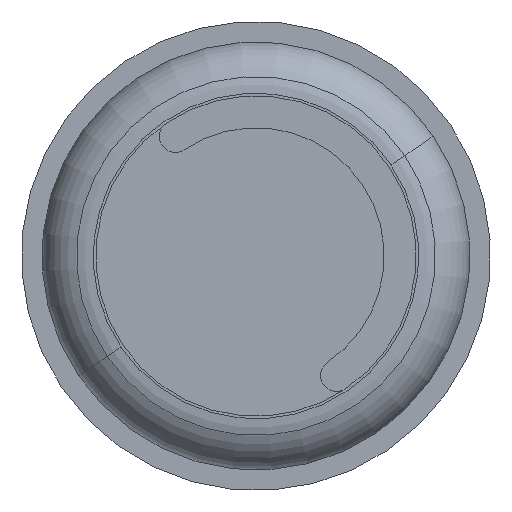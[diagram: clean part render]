
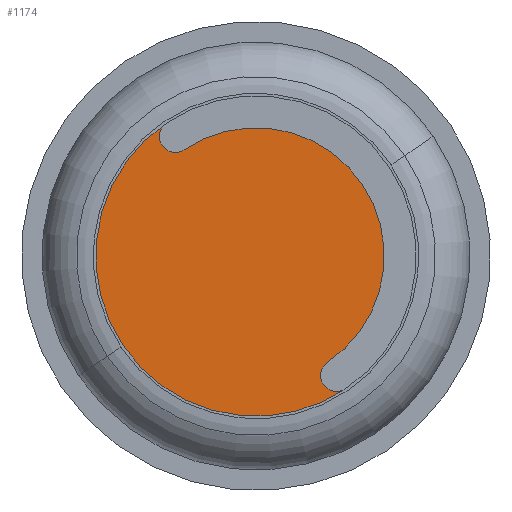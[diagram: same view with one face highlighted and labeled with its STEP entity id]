
A CAD part, front view. The second image highlights one B-rep face of the part: STEP entity #1174.
In plain terms, the highlighted planar face has unit normal (0, -1, 0).
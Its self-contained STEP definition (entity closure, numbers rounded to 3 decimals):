
#76 = DIRECTION ( 'NONE',  ( 0., 1., 0. ) ) ;
#77 = AXIS2_PLACEMENT_3D ( 'NONE', #152, #538, #353 ) ;
#90 = CIRCLE ( 'NONE', #227, 0.5 ) ;
#92 = DIRECTION ( 'NONE',  ( 0., 0., 1. ) ) ;
#144 = CIRCLE ( 'NONE', #658, 0.063 ) ;
#152 = CARTESIAN_POINT ( 'NONE',  ( 0., 3., 0. ) ) ;
#189 = DIRECTION ( 'NONE',  ( 0., 0., 1. ) ) ;
#224 = CIRCLE ( 'NONE', #379, 0.5 ) ;
#225 = ORIENTED_EDGE ( 'NONE', *, *, #901, .T. ) ;
#227 = AXIS2_PLACEMENT_3D ( 'NONE', #458, #586, #874 ) ;
#232 = VERTEX_POINT ( 'NONE', #490 ) ;
#233 = DIRECTION ( 'NONE',  ( 0., 0., 1. ) ) ;
#276 = AXIS2_PLACEMENT_3D ( 'NONE', #581, #471, #189 ) ;
#277 = EDGE_CURVE ( 'NONE', #510, #1188, #224, .T. ) ;
#314 = CARTESIAN_POINT ( 'NONE',  ( 0., 3., 0. ) ) ;
#353 = DIRECTION ( 'NONE',  ( 0., 0., 1. ) ) ;
#372 = CARTESIAN_POINT ( 'NONE',  ( 0.5, 3., 0. ) ) ;
#379 = AXIS2_PLACEMENT_3D ( 'NONE', #556, #949, #92 ) ;
#383 = AXIS2_PLACEMENT_3D ( 'NONE', #314, #701, #414 ) ;
#414 = DIRECTION ( 'NONE',  ( 0., 0., 1. ) ) ;
#435 = EDGE_CURVE ( 'NONE', #725, #1208, #831, .T. ) ;
#444 = VERTEX_POINT ( 'NONE', #772 ) ;
#448 = AXIS2_PLACEMENT_3D ( 'NONE', #724, #1193, #233 ) ;
#458 = CARTESIAN_POINT ( 'NONE',  ( 0., 3., 0. ) ) ;
#462 = CARTESIAN_POINT ( 'NONE',  ( 0.625, 3., 0. ) ) ;
#470 = ORIENTED_EDGE ( 'NONE', *, *, #774, .T. ) ;
#471 = DIRECTION ( 'NONE',  ( 0., 1., 0. ) ) ;
#488 = CARTESIAN_POINT ( 'NONE',  ( -0.5, 3., 0. ) ) ;
#490 = CARTESIAN_POINT ( 'NONE',  ( -0.625, 3., 0. ) ) ;
#510 = VERTEX_POINT ( 'NONE', #488 ) ;
#538 = DIRECTION ( 'NONE',  ( 0., 1., 0. ) ) ;
#556 = CARTESIAN_POINT ( 'NONE',  ( 0., 3., 0. ) ) ;
#581 = CARTESIAN_POINT ( 'NONE',  ( 0.563, 3., 0. ) ) ;
#586 = DIRECTION ( 'NONE',  ( 0., -1., 0. ) ) ;
#610 = EDGE_CURVE ( 'NONE', #444, #1208, #765, .T. ) ;
#627 = ORIENTED_EDGE ( 'NONE', *, *, #1144, .F. ) ;
#658 = AXIS2_PLACEMENT_3D ( 'NONE', #735, #76, #856 ) ;
#689 = CIRCLE ( 'NONE', #383, 0.625 ) ;
#701 = DIRECTION ( 'NONE',  ( 0., 1., 0. ) ) ;
#724 = CARTESIAN_POINT ( 'NONE',  ( 0., 3., 0. ) ) ;
#725 = VERTEX_POINT ( 'NONE', #372 ) ;
#735 = CARTESIAN_POINT ( 'NONE',  ( -0.563, 3., 0. ) ) ;
#742 = FACE_OUTER_BOUND ( 'NONE', #753, .T. ) ;
#749 = CARTESIAN_POINT ( 'NONE',  ( 0., 3., -0.5 ) ) ;
#753 = EDGE_LOOP ( 'NONE', ( #627, #470, #885, #225, #1005, #1104 ) ) ;
#765 = CIRCLE ( 'NONE', #448, 0.625 ) ;
#772 = CARTESIAN_POINT ( 'NONE',  ( 0., 3., 0.625 ) ) ;
#774 = EDGE_CURVE ( 'NONE', #232, #510, #144, .T. ) ;
#831 = CIRCLE ( 'NONE', #276, 0.063 ) ;
#856 = DIRECTION ( 'NONE',  ( 0., 0., 1. ) ) ;
#874 = DIRECTION ( 'NONE',  ( 0., 0., 1. ) ) ;
#885 = ORIENTED_EDGE ( 'NONE', *, *, #277, .T. ) ;
#901 = EDGE_CURVE ( 'NONE', #1188, #725, #90, .T. ) ;
#949 = DIRECTION ( 'NONE',  ( 0., -1., 0. ) ) ;
#1005 = ORIENTED_EDGE ( 'NONE', *, *, #435, .T. ) ;
#1104 = ORIENTED_EDGE ( 'NONE', *, *, #610, .F. ) ;
#1118 = PLANE ( 'NONE',  #77 ) ;
#1144 = EDGE_CURVE ( 'NONE', #232, #444, #689, .T. ) ;
#1174 = ADVANCED_FACE ( 'NONE', ( #742 ), #1118, .F. ) ;
#1188 = VERTEX_POINT ( 'NONE', #749 ) ;
#1193 = DIRECTION ( 'NONE',  ( 0., 1., 0. ) ) ;
#1208 = VERTEX_POINT ( 'NONE', #462 ) ;
